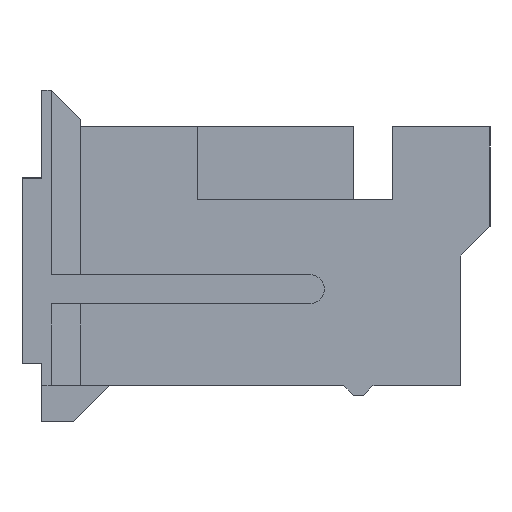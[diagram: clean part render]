
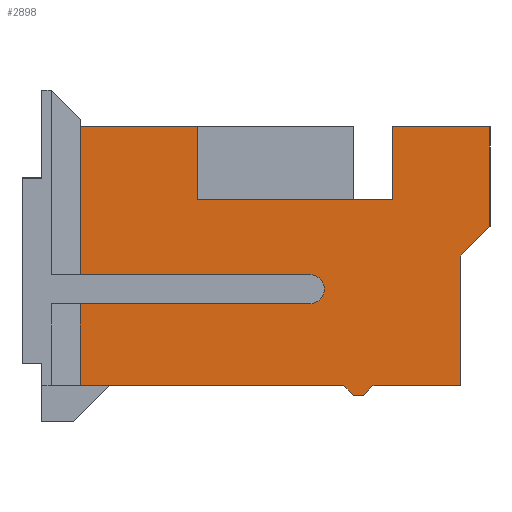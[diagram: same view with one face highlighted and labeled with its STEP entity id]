
A CAD part, left-side view. The second image highlights one B-rep face of the part: STEP entity #2898.
In plain terms, the highlighted planar face has unit normal (-1, 0, 0).
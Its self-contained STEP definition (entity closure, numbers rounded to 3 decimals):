
#51 = DIRECTION ( 'NONE',  ( 0., 1., 0. ) ) ;
#60 = CARTESIAN_POINT ( 'NONE',  ( -3.2, 4.4, -0.49 ) ) ;
#62 = VECTOR ( 'NONE', #5203, 1000. ) ;
#72 = VECTOR ( 'NONE', #8313, 1000. ) ;
#79 = DIRECTION ( 'NONE',  ( 1., 0., 0. ) ) ;
#104 = VECTOR ( 'NONE', #8048, 1000. ) ;
#117 = VECTOR ( 'NONE', #4014, 1000. ) ;
#162 = VERTEX_POINT ( 'NONE', #5048 ) ;
#187 = CARTESIAN_POINT ( 'NONE',  ( -3.2, 0.5, -1.33 ) ) ;
#355 = AXIS2_PLACEMENT_3D ( 'NONE', #1081, #5187, #2452 ) ;
#375 = ORIENTED_EDGE ( 'NONE', *, *, #2113, .F. ) ;
#381 = ORIENTED_EDGE ( 'NONE', *, *, #2610, .F. ) ;
#415 = VERTEX_POINT ( 'NONE', #2312 ) ;
#470 = EDGE_CURVE ( 'NONE', #4853, #3251, #3908, .T. ) ;
#474 = EDGE_CURVE ( 'NONE', #2248, #162, #8175, .T. ) ;
#607 = EDGE_CURVE ( 'NONE', #940, #4223, #9180, .T. ) ;
#915 = DIRECTION ( 'NONE',  ( 0., 0., -1. ) ) ;
#940 = VERTEX_POINT ( 'NONE', #2119 ) ;
#1059 = CARTESIAN_POINT ( 'NONE',  ( -3.2, 1.2, 1.325 ) ) ;
#1081 = CARTESIAN_POINT ( 'NONE',  ( -3.2, 2.05, -0.34 ) ) ;
#1124 = EDGE_CURVE ( 'NONE', #9315, #6093, #1893, .T. ) ;
#1131 = DIRECTION ( 'NONE',  ( 0., 0., 1. ) ) ;
#1147 = CARTESIAN_POINT ( 'NONE',  ( -3.2, 1.5, -1.43 ) ) ;
#1385 = CARTESIAN_POINT ( 'NONE',  ( -3.2, 2.05, -0.19 ) ) ;
#1396 = DIRECTION ( 'NONE',  ( 0., -0.707, 0.707 ) ) ;
#1451 = CARTESIAN_POINT ( 'NONE',  ( -3.2, 4.4, 1.325 ) ) ;
#1457 = VERTEX_POINT ( 'NONE', #3291 ) ;
#1613 = LINE ( 'NONE', #8752, #104 ) ;
#1893 = LINE ( 'NONE', #9030, #7343 ) ;
#1906 = ORIENTED_EDGE ( 'NONE', *, *, #9168, .F. ) ;
#2113 = EDGE_CURVE ( 'NONE', #5049, #6026, #6651, .T. ) ;
#2119 = CARTESIAN_POINT ( 'NONE',  ( -3.2, 0.2, 1.325 ) ) ;
#2127 = DIRECTION ( 'NONE',  ( 0., 1., 0. ) ) ;
#2141 = CARTESIAN_POINT ( 'NONE',  ( -3.2, 4.4, -0.49 ) ) ;
#2248 = VERTEX_POINT ( 'NONE', #5291 ) ;
#2312 = CARTESIAN_POINT ( 'NONE',  ( -3.2, 2.05, -0.49 ) ) ;
#2327 = ORIENTED_EDGE ( 'NONE', *, *, #5662, .T. ) ;
#2421 = VERTEX_POINT ( 'NONE', #1385 ) ;
#2433 = LINE ( 'NONE', #3227, #6747 ) ;
#2452 = DIRECTION ( 'NONE',  ( 0., 0., 1. ) ) ;
#2480 = ORIENTED_EDGE ( 'NONE', *, *, #8471, .T. ) ;
#2542 = VECTOR ( 'NONE', #1396, 1000. ) ;
#2549 = CARTESIAN_POINT ( 'NONE',  ( -3.2, 0.5, -1.33 ) ) ;
#2571 = ORIENTED_EDGE ( 'NONE', *, *, #474, .T. ) ;
#2610 = EDGE_CURVE ( 'NONE', #2248, #5821, #7352, .T. ) ;
#2665 = CARTESIAN_POINT ( 'NONE',  ( -3.2, 1.2, 0.575 ) ) ;
#2802 = VERTEX_POINT ( 'NONE', #6536 ) ;
#2898 = ADVANCED_FACE ( 'NONE', ( #4473 ), #5831, .F. ) ;
#2948 = VERTEX_POINT ( 'NONE', #2665 ) ;
#3103 = DIRECTION ( 'NONE',  ( 0., 0., -1. ) ) ;
#3121 = CARTESIAN_POINT ( 'NONE',  ( -3.2, 4.4, -0.19 ) ) ;
#3126 = EDGE_CURVE ( 'NONE', #1457, #5220, #7878, .T. ) ;
#3227 = CARTESIAN_POINT ( 'NONE',  ( -3.2, 1.6, -1.43 ) ) ;
#3251 = VERTEX_POINT ( 'NONE', #3121 ) ;
#3291 = CARTESIAN_POINT ( 'NONE',  ( -3.2, 1.7, -1.33 ) ) ;
#3299 = DIRECTION ( 'NONE',  ( 0., 1., 0. ) ) ;
#3315 = CARTESIAN_POINT ( 'NONE',  ( -3.2, 1., 0.575 ) ) ;
#3364 = EDGE_CURVE ( 'NONE', #2948, #6026, #9139, .T. ) ;
#3397 = ORIENTED_EDGE ( 'NONE', *, *, #4561, .T. ) ;
#3483 = EDGE_CURVE ( 'NONE', #4223, #2948, #5003, .T. ) ;
#3665 = CARTESIAN_POINT ( 'NONE',  ( -3.2, 0., 1.325 ) ) ;
#3690 = LINE ( 'NONE', #60, #6518 ) ;
#3691 = ORIENTED_EDGE ( 'NONE', *, *, #3483, .T. ) ;
#3848 = CARTESIAN_POINT ( 'NONE',  ( -3.2, 1.2, 1.325 ) ) ;
#3880 = AXIS2_PLACEMENT_3D ( 'NONE', #3665, #79, #6630 ) ;
#3908 = LINE ( 'NONE', #8983, #7874 ) ;
#4014 = DIRECTION ( 'NONE',  ( 0., 1., 0. ) ) ;
#4223 = VERTEX_POINT ( 'NONE', #1059 ) ;
#4230 = VECTOR ( 'NONE', #2127, 1000. ) ;
#4286 = EDGE_CURVE ( 'NONE', #6093, #1457, #2433, .T. ) ;
#4315 = CARTESIAN_POINT ( 'NONE',  ( -3.2, 1.7, -1.33 ) ) ;
#4335 = ORIENTED_EDGE ( 'NONE', *, *, #3364, .T. ) ;
#4473 = FACE_OUTER_BOUND ( 'NONE', #8384, .T. ) ;
#4497 = CARTESIAN_POINT ( 'NONE',  ( -3.2, 3.2, 1.325 ) ) ;
#4501 = DIRECTION ( 'NONE',  ( 0., -1., 0. ) ) ;
#4561 = EDGE_CURVE ( 'NONE', #8627, #5220, #6860, .T. ) ;
#4607 = CARTESIAN_POINT ( 'NONE',  ( -3.2, 4.4, -0.49 ) ) ;
#4679 = EDGE_CURVE ( 'NONE', #5821, #9315, #7849, .T. ) ;
#4791 = DIRECTION ( 'NONE',  ( 0., 0.707, 0.707 ) ) ;
#4806 = VECTOR ( 'NONE', #3103, 1000. ) ;
#4812 = EDGE_CURVE ( 'NONE', #940, #2802, #8772, .T. ) ;
#4853 = VERTEX_POINT ( 'NONE', #1451 ) ;
#4977 = CARTESIAN_POINT ( 'NONE',  ( -3.2, 0.5, 0. ) ) ;
#4993 = ORIENTED_EDGE ( 'NONE', *, *, #7567, .T. ) ;
#5001 = CARTESIAN_POINT ( 'NONE',  ( -3.2, 3., 1.325 ) ) ;
#5003 = LINE ( 'NONE', #3848, #4806 ) ;
#5029 = VECTOR ( 'NONE', #1131, 1000. ) ;
#5048 = CARTESIAN_POINT ( 'NONE',  ( -3.2, 0.5, 0. ) ) ;
#5049 = VERTEX_POINT ( 'NONE', #7792 ) ;
#5096 = VECTOR ( 'NONE', #51, 1000. ) ;
#5140 = ORIENTED_EDGE ( 'NONE', *, *, #470, .T. ) ;
#5167 = CARTESIAN_POINT ( 'NONE',  ( -3.2, 1.6, -1.43 ) ) ;
#5179 = CIRCLE ( 'NONE', #355, 0.15 ) ;
#5187 = DIRECTION ( 'NONE',  ( 1., 0., 0. ) ) ;
#5199 = ORIENTED_EDGE ( 'NONE', *, *, #607, .T. ) ;
#5203 = DIRECTION ( 'NONE',  ( 0., 0., -1. ) ) ;
#5220 = VERTEX_POINT ( 'NONE', #7924 ) ;
#5234 = DIRECTION ( 'NONE',  ( 0., 1., 0. ) ) ;
#5291 = CARTESIAN_POINT ( 'NONE',  ( -3.2, 0.5, -1.33 ) ) ;
#5379 = ORIENTED_EDGE ( 'NONE', *, *, #4286, .F. ) ;
#5499 = VECTOR ( 'NONE', #915, 1000. ) ;
#5597 = CARTESIAN_POINT ( 'NONE',  ( -3.2, 0., 1.325 ) ) ;
#5634 = CARTESIAN_POINT ( 'NONE',  ( -3.2, 1.4, -1.33 ) ) ;
#5662 = EDGE_CURVE ( 'NONE', #5049, #4853, #7244, .T. ) ;
#5674 = LINE ( 'NONE', #4977, #2542 ) ;
#5719 = EDGE_CURVE ( 'NONE', #2421, #415, #5179, .T. ) ;
#5821 = VERTEX_POINT ( 'NONE', #5929 ) ;
#5831 = PLANE ( 'NONE',  #3880 ) ;
#5907 = ORIENTED_EDGE ( 'NONE', *, *, #5719, .T. ) ;
#5929 = CARTESIAN_POINT ( 'NONE',  ( -3.2, 1.4, -1.33 ) ) ;
#6026 = VERTEX_POINT ( 'NONE', #7934 ) ;
#6093 = VERTEX_POINT ( 'NONE', #5167 ) ;
#6518 = VECTOR ( 'NONE', #4501, 1000. ) ;
#6536 = CARTESIAN_POINT ( 'NONE',  ( -3.2, 0.2, 0.3 ) ) ;
#6630 = DIRECTION ( 'NONE',  ( 0., 1., 0. ) ) ;
#6651 = LINE ( 'NONE', #4497, #62 ) ;
#6657 = ORIENTED_EDGE ( 'NONE', *, *, #4812, .F. ) ;
#6660 = CARTESIAN_POINT ( 'NONE',  ( -3.2, 0.2, 1.325 ) ) ;
#6747 = VECTOR ( 'NONE', #4791, 1000. ) ;
#6860 = LINE ( 'NONE', #4607, #72 ) ;
#6961 = ORIENTED_EDGE ( 'NONE', *, *, #3126, .F. ) ;
#6984 = VECTOR ( 'NONE', #5234, 1000. ) ;
#7244 = LINE ( 'NONE', #5001, #8021 ) ;
#7343 = VECTOR ( 'NONE', #3299, 1000. ) ;
#7352 = LINE ( 'NONE', #187, #6984 ) ;
#7444 = VECTOR ( 'NONE', #8494, 1000. ) ;
#7567 = EDGE_CURVE ( 'NONE', #3251, #2421, #1613, .T. ) ;
#7774 = ORIENTED_EDGE ( 'NONE', *, *, #1124, .F. ) ;
#7792 = CARTESIAN_POINT ( 'NONE',  ( -3.2, 3.2, 1.325 ) ) ;
#7849 = LINE ( 'NONE', #5634, #7444 ) ;
#7866 = DIRECTION ( 'NONE',  ( 0., 1., 0. ) ) ;
#7874 = VECTOR ( 'NONE', #9032, 1000. ) ;
#7878 = LINE ( 'NONE', #4315, #5096 ) ;
#7924 = CARTESIAN_POINT ( 'NONE',  ( -3.2, 4.4, -1.33 ) ) ;
#7934 = CARTESIAN_POINT ( 'NONE',  ( -3.2, 3.2, 0.575 ) ) ;
#8021 = VECTOR ( 'NONE', #7866, 1000. ) ;
#8048 = DIRECTION ( 'NONE',  ( 0., -1., 0. ) ) ;
#8175 = LINE ( 'NONE', #2549, #5029 ) ;
#8291 = ORIENTED_EDGE ( 'NONE', *, *, #4679, .F. ) ;
#8313 = DIRECTION ( 'NONE',  ( 0., 0., -1. ) ) ;
#8384 = EDGE_LOOP ( 'NONE', ( #2571, #2480, #6657, #5199, #3691, #4335, #375, #2327, #5140, #4993, #5907, #1906, #3397, #6961, #5379, #7774, #8291, #381 ) ) ;
#8471 = EDGE_CURVE ( 'NONE', #162, #2802, #5674, .T. ) ;
#8494 = DIRECTION ( 'NONE',  ( 0., 0.707, -0.707 ) ) ;
#8627 = VERTEX_POINT ( 'NONE', #2141 ) ;
#8752 = CARTESIAN_POINT ( 'NONE',  ( -3.2, 4.4, -0.19 ) ) ;
#8772 = LINE ( 'NONE', #6660, #5499 ) ;
#8983 = CARTESIAN_POINT ( 'NONE',  ( -3.2, 4.4, 1.325 ) ) ;
#9030 = CARTESIAN_POINT ( 'NONE',  ( -3.2, 1.5, -1.43 ) ) ;
#9032 = DIRECTION ( 'NONE',  ( 0., 0., -1. ) ) ;
#9139 = LINE ( 'NONE', #3315, #117 ) ;
#9168 = EDGE_CURVE ( 'NONE', #8627, #415, #3690, .T. ) ;
#9180 = LINE ( 'NONE', #5597, #4230 ) ;
#9315 = VERTEX_POINT ( 'NONE', #1147 ) ;
